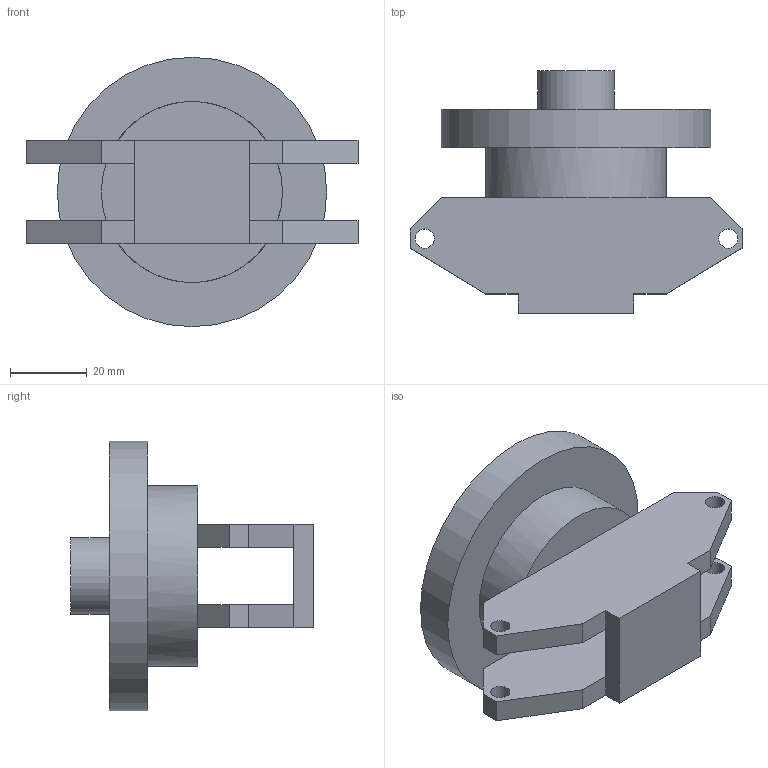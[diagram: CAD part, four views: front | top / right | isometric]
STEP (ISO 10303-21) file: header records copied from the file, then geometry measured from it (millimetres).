
FILE_DESCRIPTION(/* description */ (''),/* implementation_level */ '2;1');
FILE_NAME(/* name */ '7.step',/* time_stamp */ '2025-09-20T15:21:13+05:30',/* author */ (''),/* organization */ (''),/* preprocessor_version */ 'ST-DEVELOPER v20.1',/* originating_system */ 'Autodesk Translation Framework v14.17.0.0',/* authorisation */ '');
FILE_SCHEMA (('AUTOMOTIVE_DESIGN { 1 0 10303 214 3 1 1 }'));
Length unit declared in the file: millimetre
Products named in the file (1): jackhead
Bounding box: 86.26 x 63 x 70 mm (x, y, z)
Volume: 90050 mm3; surface area: 22909.7 mm2
Topology: 1 solids, 1 shells, 41 faces, 105 edges, 66 vertices
Faces by surface type: plane 34, cylinder 7
Full cylindrical faces by diameter (mm): 5 x4, 20 x1, 47 x1, 70 x1
Entity records: 1278 total; most frequent: CARTESIAN_POINT 213, DIRECTION 211, ORIENTED_EDGE 210, EDGE_CURVE 105, LINE 83, VECTOR 83, VERTEX_POINT 66, AXIS2_PLACEMENT_3D 64
